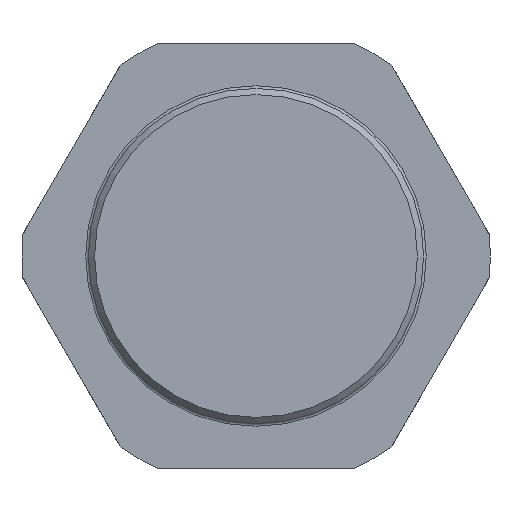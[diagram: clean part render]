
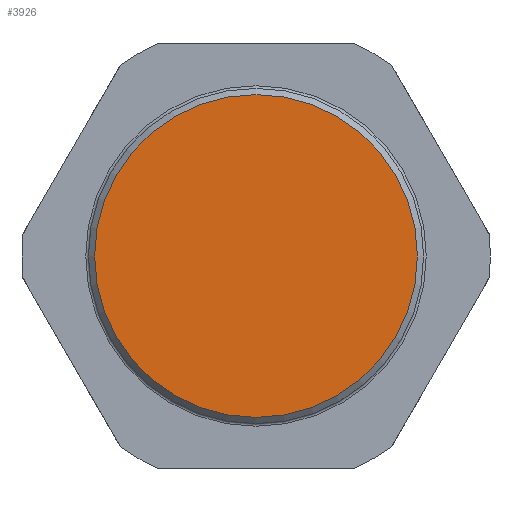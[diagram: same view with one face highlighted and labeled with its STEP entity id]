
A CAD part, left-side view. The second image highlights one B-rep face of the part: STEP entity #3926.
In plain terms, the highlighted planar face has unit normal (-1, 0, 0).
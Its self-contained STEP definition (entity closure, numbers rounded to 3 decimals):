
#677=FACE_OUTER_BOUND('',#896,.T.);
#896=EDGE_LOOP('',(#2393,#2394));
#1120=CIRCLE('',#4170,30.33);
#1121=CIRCLE('',#4171,30.33);
#1387=VERTEX_POINT('',#5848);
#1388=VERTEX_POINT('',#5849);
#1787=EDGE_CURVE('',#1387,#1388,#1120,.T.);
#1788=EDGE_CURVE('',#1388,#1387,#1121,.T.);
#2393=ORIENTED_EDGE('',*,*,#1787,.F.);
#2394=ORIENTED_EDGE('',*,*,#1788,.F.);
#3605=PLANE('',#4169);
#3926=ADVANCED_FACE('',(#677),#3605,.T.);
#4169=AXIS2_PLACEMENT_3D('',#5847,#4665,#4666);
#4170=AXIS2_PLACEMENT_3D('',#5850,#4667,#4668);
#4171=AXIS2_PLACEMENT_3D('',#5851,#4669,#4670);
#4665=DIRECTION('center_axis',(-1.,0.,0.));
#4666=DIRECTION('ref_axis',(0.,0.,
1.));
#4667=DIRECTION('center_axis',(1.,0.,0.));
#4668=DIRECTION('ref_axis',(0.,0.,
-1.));
#4669=DIRECTION('center_axis',(1.,0.,0.));
#4670=DIRECTION('ref_axis',(0.,0.,
-1.));
#5847=CARTESIAN_POINT('Origin',(-24.1,30.33,0.));
#5848=CARTESIAN_POINT('',(-24.1,30.33,0.));
#5849=CARTESIAN_POINT('',(-24.1,-30.33,0.));
#5850=CARTESIAN_POINT('Origin',(-24.1,0.,0.));
#5851=CARTESIAN_POINT('Origin',(-24.1,0.,0.));
